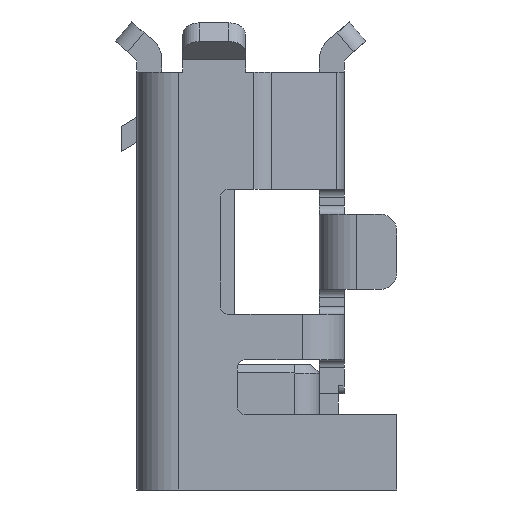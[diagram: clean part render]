
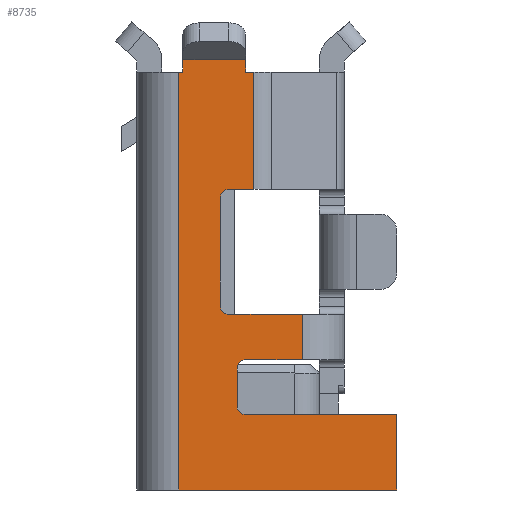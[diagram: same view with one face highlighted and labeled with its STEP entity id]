
A CAD part, left-side view. The second image highlights one B-rep face of the part: STEP entity #8735.
In plain terms, the highlighted planar face has unit normal (-1, 0, 0).
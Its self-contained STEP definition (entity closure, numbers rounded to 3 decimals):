
#1708=DIRECTION('',(0.,1.,0.));
#1709=VECTOR('',#1708,0.05);
#1710=CARTESIAN_POINT('',(-3.76,0.69,-0.6));
#1711=LINE('',#1710,#1709);
#1842=DIRECTION('',(0.,1.,0.));
#1843=VECTOR('',#1842,0.1);
#1844=CARTESIAN_POINT('',(-3.76,-0.16,-0.6));
#1845=LINE('',#1844,#1843);
#1909=DIRECTION('',(0.,0.,1.));
#1910=VECTOR('',#1909,0.15);
#1911=CARTESIAN_POINT('',(-3.76,0.69,-0.6));
#1912=LINE('',#1911,#1910);
#2818=DIRECTION('',(0.,0.,1.));
#2819=VECTOR('',#2818,0.54);
#2820=CARTESIAN_POINT('',(-3.76,-0.74,-4.04));
#2821=LINE('',#2820,#2819);
#2830=CARTESIAN_POINT('',(-3.76,-0.06,-4.14));
#2831=DIRECTION('',(1.,0.,0.));
#2832=DIRECTION('',(0.,1.,0.));
#2833=AXIS2_PLACEMENT_3D('',#2830,#2831,#2832);
#2861=CARTESIAN_POINT('',(-3.76,-0.06,-4.6));
#2862=DIRECTION('',(1.,0.,0.));
#2863=DIRECTION('',(0.,0.,-1.));
#2864=AXIS2_PLACEMENT_3D('',#2861,#2862,#2863);
#2878=DIRECTION('',(0.,1.,0.));
#2879=VECTOR('',#2878,1.81);
#2880=CARTESIAN_POINT('',(-3.76,-1.87,-4.7));
#2881=LINE('',#2880,#2879);
#2902=DIRECTION('',(0.,0.,-1.));
#2903=VECTOR('',#2902,1.3);
#2904=CARTESIAN_POINT('',(-3.76,0.24,-2.1));
#2905=LINE('',#2904,#2903);
#2906=DIRECTION('',(0.,-1.,0.));
#2907=VECTOR('',#2906,0.88);
#2908=CARTESIAN_POINT('',(-3.76,0.14,-3.5));
#2909=LINE('',#2908,#2907);
#2910=DIRECTION('',(0.,-1.,0.));
#2911=VECTOR('',#2910,0.68);
#2912=CARTESIAN_POINT('',(-3.76,-0.06,-4.04));
#2913=LINE('',#2912,#2911);
#2914=DIRECTION('',(0.,0.,1.));
#2915=VECTOR('',#2914,0.46);
#2916=CARTESIAN_POINT('',(-3.76,0.04,-4.6));
#2917=LINE('',#2916,#2915);
#2918=DIRECTION('',(0.,0.,1.));
#2919=VECTOR('',#2918,0.9);
#2920=CARTESIAN_POINT('',(-3.76,-1.87,-5.6));
#2921=LINE('',#2920,#2919);
#2922=DIRECTION('',(0.,1.,0.));
#2923=VECTOR('',#2922,2.61);
#2924=CARTESIAN_POINT('',(-3.76,-1.87,-5.6));
#2925=LINE('',#2924,#2923);
#2926=DIRECTION('',(0.,0.,1.));
#2927=VECTOR('',#2926,5.);
#2928=CARTESIAN_POINT('',(-3.76,0.74,-5.6));
#2929=LINE('',#2928,#2927);
#2930=DIRECTION('',(0.,-1.,0.));
#2931=VECTOR('',#2930,0.75);
#2932=CARTESIAN_POINT('',(-3.76,0.69,-0.45));
#2933=LINE('',#2932,#2931);
#2934=DIRECTION('',(0.,0.,1.));
#2935=VECTOR('',#2934,1.4);
#2936=CARTESIAN_POINT('',(-3.76,-0.16,-2.));
#2937=LINE('',#2936,#2935);
#2938=DIRECTION('',(0.,1.,0.));
#2939=VECTOR('',#2938,0.3);
#2940=CARTESIAN_POINT('',(-3.76,-0.16,-2.));
#2941=LINE('',#2940,#2939);
#2950=CARTESIAN_POINT('',(-3.76,0.14,-2.1));
#2951=DIRECTION('',(1.,0.,0.));
#2952=DIRECTION('',(0.,1.,0.));
#2953=AXIS2_PLACEMENT_3D('',#2950,#2951,#2952);
#2960=CARTESIAN_POINT('',(-3.76,0.14,-3.4));
#2961=DIRECTION('',(1.,0.,0.));
#2962=DIRECTION('',(0.,0.,-1.));
#2963=AXIS2_PLACEMENT_3D('',#2960,#2961,#2962);
#3035=DIRECTION('',(0.,0.,1.));
#3036=VECTOR('',#3035,0.15);
#3037=CARTESIAN_POINT('',(-3.76,-0.06,-0.6));
#3038=LINE('',#3037,#3036);
#4086=CARTESIAN_POINT('',(-3.76,0.74,-0.6));
#4088=VERTEX_POINT('',#4086);
#4102=CARTESIAN_POINT('',(-3.76,0.74,-5.6));
#4104=VERTEX_POINT('',#4102);
#4158=CARTESIAN_POINT('',(-3.76,0.69,-0.45));
#4159=CARTESIAN_POINT('',(-3.76,-0.06,-0.45));
#4160=VERTEX_POINT('',#4158);
#4161=VERTEX_POINT('',#4159);
#4163=CARTESIAN_POINT('',(-3.76,-0.06,-0.6));
#4165=VERTEX_POINT('',#4163);
#4171=CARTESIAN_POINT('',(-3.76,0.69,-0.6));
#4173=VERTEX_POINT('',#4171);
#4206=CARTESIAN_POINT('',(-3.76,-0.74,-4.04));
#4208=VERTEX_POINT('',#4206);
#4222=CARTESIAN_POINT('',(-3.76,-1.87,-5.6));
#4223=VERTEX_POINT('',#4222);
#4276=CARTESIAN_POINT('',(-3.76,-0.74,-3.5));
#4278=VERTEX_POINT('',#4276);
#4348=CARTESIAN_POINT('',(-3.76,-0.16,-2.));
#4349=CARTESIAN_POINT('',(-3.76,-0.16,-0.6));
#4350=VERTEX_POINT('',#4348);
#4351=VERTEX_POINT('',#4349);
#4566=CARTESIAN_POINT('',(-3.76,0.24,-2.1));
#4568=VERTEX_POINT('',#4566);
#4570=CARTESIAN_POINT('',(-3.76,0.14,-2.));
#4572=VERTEX_POINT('',#4570);
#4574=CARTESIAN_POINT('',(-3.76,0.14,-3.5));
#4576=VERTEX_POINT('',#4574);
#4578=CARTESIAN_POINT('',(-3.76,0.24,-3.4));
#4580=VERTEX_POINT('',#4578);
#4582=CARTESIAN_POINT('',(-3.76,0.04,-4.14));
#4584=VERTEX_POINT('',#4582);
#4586=CARTESIAN_POINT('',(-3.76,-0.06,-4.04));
#4588=VERTEX_POINT('',#4586);
#4591=CARTESIAN_POINT('',(-3.76,0.04,-4.6));
#4593=VERTEX_POINT('',#4591);
#4595=CARTESIAN_POINT('',(-3.76,-0.06,-4.7));
#4597=VERTEX_POINT('',#4595);
#4630=CARTESIAN_POINT('',(-3.76,-1.87,-4.7));
#4631=VERTEX_POINT('',#4630);
#8701=CARTESIAN_POINT('',(-3.76,0.74,-0.6));
#8702=DIRECTION('',(-1.,0.,0.));
#8703=DIRECTION('',(0.,-1.,0.));
#8704=AXIS2_PLACEMENT_3D('',#8701,#8702,#8703);
#8705=PLANE('',#8704);
#8707=ORIENTED_EDGE('',*,*,#8706,.T.);
#8709=ORIENTED_EDGE('',*,*,#8708,.F.);
#8710=ORIENTED_EDGE('',*,*,#8124,.T.);
#8711=ORIENTED_EDGE('',*,*,#8579,.F.);
#8712=ORIENTED_EDGE('',*,*,#8591,.F.);
#8713=ORIENTED_EDGE('',*,*,#8611,.F.);
#8714=ORIENTED_EDGE('',*,*,#8627,.F.);
#8715=ORIENTED_EDGE('',*,*,#8655,.F.);
#8716=ORIENTED_EDGE('',*,*,#8669,.F.);
#8717=ORIENTED_EDGE('',*,*,#8694,.F.);
#8718=ORIENTED_EDGE('',*,*,#6584,.T.);
#8720=ORIENTED_EDGE('',*,*,#8719,.T.);
#8721=ORIENTED_EDGE('',*,*,#7291,.F.);
#8722=ORIENTED_EDGE('',*,*,#7420,.T.);
#8724=ORIENTED_EDGE('',*,*,#8723,.T.);
#8726=ORIENTED_EDGE('',*,*,#8725,.F.);
#8727=ORIENTED_EDGE('',*,*,#7371,.F.);
#8729=ORIENTED_EDGE('',*,*,#8728,.F.);
#8730=ORIENTED_EDGE('',*,*,#7668,.T.);
#8732=ORIENTED_EDGE('',*,*,#8731,.F.);
#8733=EDGE_LOOP('',(#8707,#8709,#8710,#8711,#8712,#8713,#8714,#8715,#8716,#8717,
#8718,#8720,#8721,#8722,#8724,#8726,#8727,#8729,#8730,#8732));
#8734=FACE_OUTER_BOUND('',#8733,.F.);
#8735=ADVANCED_FACE('',(#8734),#8705,.T.);
#2834=CIRCLE('',#2833,0.1);
#2865=CIRCLE('',#2864,0.1);
#2954=CIRCLE('',#2953,0.1);
#2964=CIRCLE('',#2963,0.1);
#6584=EDGE_CURVE('',#4223,#4104,#2925,.T.);
#7291=EDGE_CURVE('',#4173,#4088,#1711,.T.);
#7371=EDGE_CURVE('',#4351,#4165,#1845,.T.);
#7420=EDGE_CURVE('',#4173,#4160,#1912,.T.);
#7668=EDGE_CURVE('',#4350,#4572,#2941,.T.);
#8124=EDGE_CURVE('',#4576,#4278,#2909,.T.);
#8579=EDGE_CURVE('',#4208,#4278,#2821,.T.);
#8591=EDGE_CURVE('',#4588,#4208,#2913,.T.);
#8611=EDGE_CURVE('',#4584,#4588,#2834,.T.);
#8627=EDGE_CURVE('',#4593,#4584,#2917,.T.);
#8655=EDGE_CURVE('',#4597,#4593,#2865,.T.);
#8669=EDGE_CURVE('',#4631,#4597,#2881,.T.);
#8694=EDGE_CURVE('',#4223,#4631,#2921,.T.);
#8706=EDGE_CURVE('',#4568,#4580,#2905,.T.);
#8708=EDGE_CURVE('',#4576,#4580,#2964,.T.);
#8719=EDGE_CURVE('',#4104,#4088,#2929,.T.);
#8723=EDGE_CURVE('',#4160,#4161,#2933,.T.);
#8725=EDGE_CURVE('',#4165,#4161,#3038,.T.);
#8728=EDGE_CURVE('',#4350,#4351,#2937,.T.);
#8731=EDGE_CURVE('',#4568,#4572,#2954,.T.);
